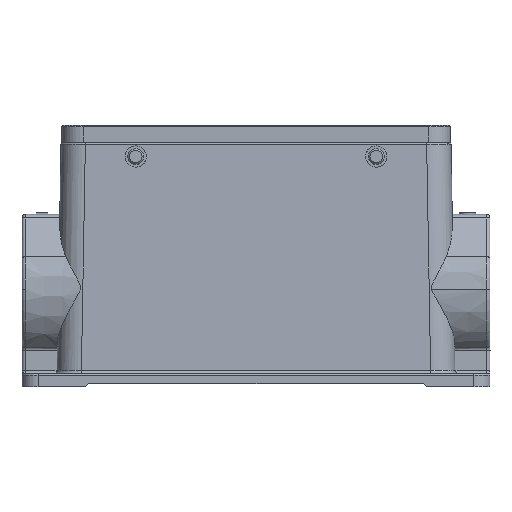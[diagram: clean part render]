
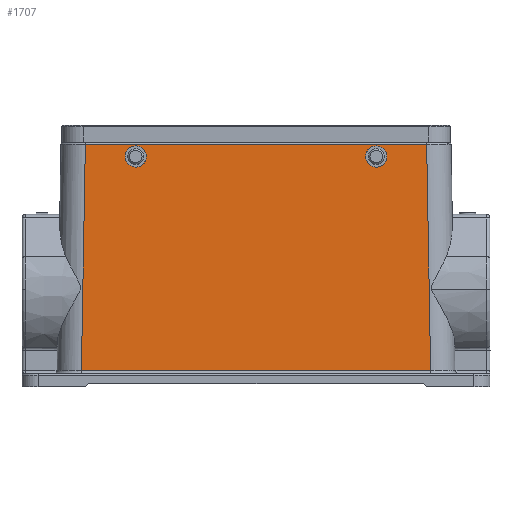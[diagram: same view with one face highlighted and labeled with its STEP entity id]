
A CAD part, top view. The second image highlights one B-rep face of the part: STEP entity #1707.
In plain terms, the highlighted planar face has unit normal (0, 0.018, 1).
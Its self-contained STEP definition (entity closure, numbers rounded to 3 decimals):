
#187=(
BOUNDED_CURVE()
B_SPLINE_CURVE(3,(#10094,#10095,#10096,#10097),.UNSPECIFIED.,.F.,.F.)
B_SPLINE_CURVE_WITH_KNOTS((4,4),(0.,1.),.UNSPECIFIED.)
CURVE()
GEOMETRIC_REPRESENTATION_ITEM()
RATIONAL_B_SPLINE_CURVE((1.,0.333,0.333,1.))
REPRESENTATION_ITEM('')
);
#188=(
BOUNDED_CURVE()
B_SPLINE_CURVE(3,(#10118,#10119,#10120,#10121),.UNSPECIFIED.,.F.,.F.)
B_SPLINE_CURVE_WITH_KNOTS((4,4),(0.,1.),.UNSPECIFIED.)
CURVE()
GEOMETRIC_REPRESENTATION_ITEM()
RATIONAL_B_SPLINE_CURVE((1.,0.333,0.333,1.))
REPRESENTATION_ITEM('')
);
#192=(
BOUNDED_CURVE()
B_SPLINE_CURVE(3,(#11169,#11170,#11171,#11172),.UNSPECIFIED.,.F.,.F.)
B_SPLINE_CURVE_WITH_KNOTS((4,4),(0.,1.),.UNSPECIFIED.)
CURVE()
GEOMETRIC_REPRESENTATION_ITEM()
RATIONAL_B_SPLINE_CURVE((1.,0.333,0.333,1.))
REPRESENTATION_ITEM('')
);
#193=(
BOUNDED_CURVE()
B_SPLINE_CURVE(3,(#11178,#11179,#11180,#11181),.UNSPECIFIED.,.F.,.F.)
B_SPLINE_CURVE_WITH_KNOTS((4,4),(0.,1.),.UNSPECIFIED.)
CURVE()
GEOMETRIC_REPRESENTATION_ITEM()
RATIONAL_B_SPLINE_CURVE((1.,0.333,0.333,1.))
REPRESENTATION_ITEM('')
);
#508=FACE_BOUND('',#2611,.T.);
#509=FACE_BOUND('',#2612,.T.);
#510=FACE_BOUND('',#2613,.T.);
#905=LINE('',#10112,#1304);
#956=LINE('',#11173,#1355);
#957=LINE('',#11175,#1356);
#958=LINE('',#11177,#1357);
#1304=VECTOR('',#7821,1.);
#1355=VECTOR('',#8004,1.);
#1356=VECTOR('',#8005,1.);
#1357=VECTOR('',#8006,1.);
#1707=ADVANCED_FACE('NONE',(#508,#509,#510),#1958,.T.);
#1958=PLANE('',#6790);
#2611=EDGE_LOOP('',(#3757,#3758));
#2612=EDGE_LOOP('',(#3759,#3760,#3761,#3762));
#2613=EDGE_LOOP('',(#3763,#3764));
#3757=ORIENTED_EDGE('',*,*,#5805,.T.);
#3758=ORIENTED_EDGE('',*,*,#5679,.T.);
#3759=ORIENTED_EDGE('',*,*,#5806,.F.);
#3760=ORIENTED_EDGE('',*,*,#5683,.T.);
#3761=ORIENTED_EDGE('',*,*,#5807,.F.);
#3762=ORIENTED_EDGE('',*,*,#5808,.F.);
#3763=ORIENTED_EDGE('',*,*,#5809,.T.);
#3764=ORIENTED_EDGE('',*,*,#5686,.T.);
#4949=VERTEX_POINT('',#10091);
#4950=VERTEX_POINT('',#10093);
#4951=VERTEX_POINT('',#10103);
#4954=VERTEX_POINT('',#10111);
#4955=VERTEX_POINT('',#10115);
#4956=VERTEX_POINT('',#10117);
#5033=VERTEX_POINT('',#11174);
#5034=VERTEX_POINT('',#11176);
#5679=EDGE_CURVE('NONE',#4949,#4950,#187,.T.);
#5683=EDGE_CURVE('NONE',#4951,#4954,#905,.T.);
#5686=EDGE_CURVE('NONE',#4955,#4956,#188,.T.);
#5805=EDGE_CURVE('NONE',#4950,#4949,#192,.T.);
#5806=EDGE_CURVE('NONE',#4951,#5033,#956,.T.);
#5807=EDGE_CURVE('NONE',#5034,#4954,#957,.T.);
#5808=EDGE_CURVE('NONE',#5033,#5034,#958,.T.);
#5809=EDGE_CURVE('NONE',#4956,#4955,#193,.T.);
#6790=AXIS2_PLACEMENT_3D('',#11182,#8007,#8008);
#7821=DIRECTION('',(1.,0.,0.));
#8004=DIRECTION('',(0.017,1.,-0.017));
#8005=DIRECTION('',(0.017,-1.,0.017));
#8006=DIRECTION('',(1.,0.,0.));
#8007=DIRECTION('',(0.,0.017,1.));
#8008=DIRECTION('',(0.,-1.,0.017));
#10091=CARTESIAN_POINT('',(-33.75,70.8,21.573));
#10093=CARTESIAN_POINT('',(-40.25,70.8,21.573));
#10094=CARTESIAN_POINT('',(-33.75,70.8,21.573));
#10095=CARTESIAN_POINT('',(-33.75,64.3,21.687));
#10096=CARTESIAN_POINT('',(-40.25,64.3,21.687));
#10097=CARTESIAN_POINT('',(-40.25,70.8,21.573));
#10103=CARTESIAN_POINT('',(-53.723,4.983,22.722));
#10111=CARTESIAN_POINT('',(53.723,4.983,22.722));
#10112=CARTESIAN_POINT('',(-63.061,4.983,22.722));
#10115=CARTESIAN_POINT('',(40.25,70.8,21.573));
#10117=CARTESIAN_POINT('',(33.75,70.8,21.573));
#10118=CARTESIAN_POINT('',(40.25,70.8,21.573));
#10119=CARTESIAN_POINT('',(40.25,64.3,21.687));
#10120=CARTESIAN_POINT('',(33.75,64.3,21.687));
#10121=CARTESIAN_POINT('',(33.75,70.8,21.573));
#11169=CARTESIAN_POINT('',(-40.25,70.8,21.573));
#11170=CARTESIAN_POINT('',(-40.25,77.3,21.46));
#11171=CARTESIAN_POINT('',(-33.75,77.3,21.46));
#11172=CARTESIAN_POINT('',(-33.75,70.8,21.573));
#11173=CARTESIAN_POINT('',(-52.496,75.27,21.495));
#11174=CARTESIAN_POINT('',(-52.51,74.509,21.509));
#11175=CARTESIAN_POINT('',(52.496,75.27,21.495));
#11176=CARTESIAN_POINT('',(52.51,74.509,21.509));
#11177=CARTESIAN_POINT('',(-53.991,74.509,21.509));
#11178=CARTESIAN_POINT('',(33.75,70.8,21.573));
#11179=CARTESIAN_POINT('',(33.75,77.3,21.46));
#11180=CARTESIAN_POINT('',(40.25,77.3,21.46));
#11181=CARTESIAN_POINT('',(40.25,70.8,21.573));
#11182=CARTESIAN_POINT('',(-63.061,75.,21.5));
